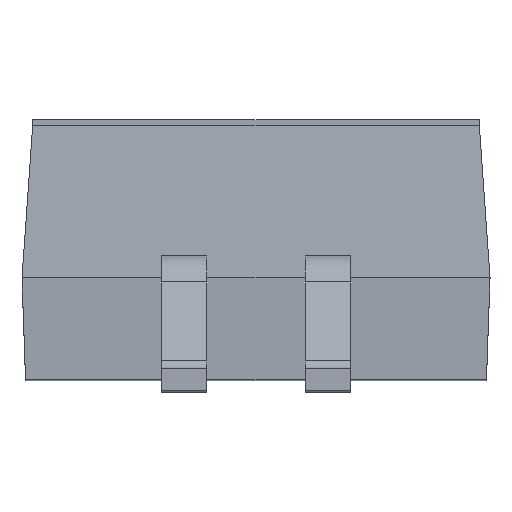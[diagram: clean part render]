
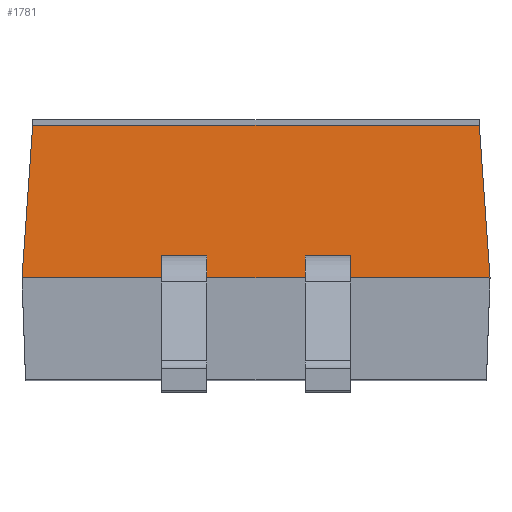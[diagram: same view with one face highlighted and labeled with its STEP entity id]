
A CAD part, top view. The second image highlights one B-rep face of the part: STEP entity #1781.
In plain terms, the highlighted planar face has unit normal (0, 0.07, 0.998).
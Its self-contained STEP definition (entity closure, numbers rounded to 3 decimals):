
#357=DIRECTION('',(-0.07,0.995,-0.07));
#358=VECTOR('',#357,1.357);
#359=CARTESIAN_POINT('',(5.88,0.,2.675));
#360=LINE('',#359,#358);
#369=DIRECTION('',(0.,0.998,-0.07));
#370=VECTOR('',#369,0.2);
#371=CARTESIAN_POINT('',(2.975,0.,2.675));
#372=LINE('',#371,#370);
#373=DIRECTION('',(1.,0.,0.));
#374=VECTOR('',#373,1.235);
#375=CARTESIAN_POINT('',(1.74,0.,2.675));
#376=LINE('',#375,#374);
#377=DIRECTION('',(0.07,0.995,-0.07));
#378=VECTOR('',#377,1.357);
#379=CARTESIAN_POINT('',(1.74,0.,2.675));
#380=LINE('',#379,#378);
#381=DIRECTION('',(1.,0.,0.));
#382=VECTOR('',#381,3.951);
#383=CARTESIAN_POINT('',(1.834,1.35,2.581));
#384=LINE('',#383,#382);
#385=DIRECTION('',(1.,0.,0.));
#386=VECTOR('',#385,1.235);
#387=CARTESIAN_POINT('',(4.645,0.,2.675));
#388=LINE('',#387,#386);
#389=DIRECTION('',(0.,0.998,-0.07));
#390=VECTOR('',#389,0.2);
#391=CARTESIAN_POINT('',(4.645,0.,2.675));
#392=LINE('',#391,#390);
#393=DIRECTION('',(1.,0.,0.));
#394=VECTOR('',#393,0.4);
#395=CARTESIAN_POINT('',(4.245,0.2,2.661));
#396=LINE('',#395,#394);
#397=DIRECTION('',(0.,0.998,-0.07));
#398=VECTOR('',#397,0.2);
#399=CARTESIAN_POINT('',(4.245,0.,2.675));
#400=LINE('',#399,#398);
#401=DIRECTION('',(1.,0.,0.));
#402=VECTOR('',#401,0.87);
#403=CARTESIAN_POINT('',(3.375,0.,2.675));
#404=LINE('',#403,#402);
#405=DIRECTION('',(0.,0.998,-0.07));
#406=VECTOR('',#405,0.2);
#407=CARTESIAN_POINT('',(3.375,0.,2.675));
#408=LINE('',#407,#406);
#409=DIRECTION('',(1.,0.,0.));
#410=VECTOR('',#409,0.4);
#411=CARTESIAN_POINT('',(2.975,0.2,2.661));
#412=LINE('',#411,#410);
#938=CARTESIAN_POINT('',(1.74,0.,2.675));
#940=VERTEX_POINT('',#938);
#941=CARTESIAN_POINT('',(5.88,0.,2.675));
#943=VERTEX_POINT('',#941);
#953=CARTESIAN_POINT('',(1.834,1.35,2.581));
#955=VERTEX_POINT('',#953);
#957=CARTESIAN_POINT('',(5.786,1.35,2.581));
#958=VERTEX_POINT('',#957);
#1105=CARTESIAN_POINT('',(4.245,0.,2.675));
#1106=CARTESIAN_POINT('',(4.245,0.2,2.661));
#1107=VERTEX_POINT('',#1105);
#1108=VERTEX_POINT('',#1106);
#1109=CARTESIAN_POINT('',(4.645,0.,2.675));
#1110=CARTESIAN_POINT('',(4.645,0.2,2.661));
#1111=VERTEX_POINT('',#1109);
#1112=VERTEX_POINT('',#1110);
#1129=CARTESIAN_POINT('',(2.975,0.,2.675));
#1130=CARTESIAN_POINT('',(2.975,0.2,2.661));
#1131=VERTEX_POINT('',#1129);
#1132=VERTEX_POINT('',#1130);
#1133=CARTESIAN_POINT('',(3.375,0.,2.675));
#1134=CARTESIAN_POINT('',(3.375,0.2,2.661));
#1135=VERTEX_POINT('',#1133);
#1136=VERTEX_POINT('',#1134);
#1752=CARTESIAN_POINT('',(1.74,0.,2.675));
#1753=DIRECTION('',(0.,0.07,0.998));
#1754=DIRECTION('',(1.,0.,0.));
#1755=AXIS2_PLACEMENT_3D('',#1752,#1753,#1754);
#1756=PLANE('',#1755);
#1758=ORIENTED_EDGE('',*,*,#1757,.F.);
#1760=ORIENTED_EDGE('',*,*,#1759,.F.);
#1762=ORIENTED_EDGE('',*,*,#1761,.T.);
#1763=ORIENTED_EDGE('',*,*,#1742,.T.);
#1764=ORIENTED_EDGE('',*,*,#1717,.F.);
#1766=ORIENTED_EDGE('',*,*,#1765,.F.);
#1768=ORIENTED_EDGE('',*,*,#1767,.T.);
#1770=ORIENTED_EDGE('',*,*,#1769,.F.);
#1772=ORIENTED_EDGE('',*,*,#1771,.F.);
#1774=ORIENTED_EDGE('',*,*,#1773,.F.);
#1776=ORIENTED_EDGE('',*,*,#1775,.T.);
#1778=ORIENTED_EDGE('',*,*,#1777,.F.);
#1779=EDGE_LOOP('',(#1758,#1760,#1762,#1763,#1764,#1766,#1768,#1770,#1772,#1774,
#1776,#1778));
#1780=FACE_OUTER_BOUND('',#1779,.F.);
#1717=EDGE_CURVE('',#943,#958,#360,.T.);
#1742=EDGE_CURVE('',#955,#958,#384,.T.);
#1757=EDGE_CURVE('',#1131,#1132,#372,.T.);
#1759=EDGE_CURVE('',#940,#1131,#376,.T.);
#1761=EDGE_CURVE('',#940,#955,#380,.T.);
#1765=EDGE_CURVE('',#1111,#943,#388,.T.);
#1767=EDGE_CURVE('',#1111,#1112,#392,.T.);
#1769=EDGE_CURVE('',#1108,#1112,#396,.T.);
#1771=EDGE_CURVE('',#1107,#1108,#400,.T.);
#1773=EDGE_CURVE('',#1135,#1107,#404,.T.);
#1775=EDGE_CURVE('',#1135,#1136,#408,.T.);
#1777=EDGE_CURVE('',#1132,#1136,#412,.T.);
#1781=ADVANCED_FACE('',(#1780),#1756,.T.);
